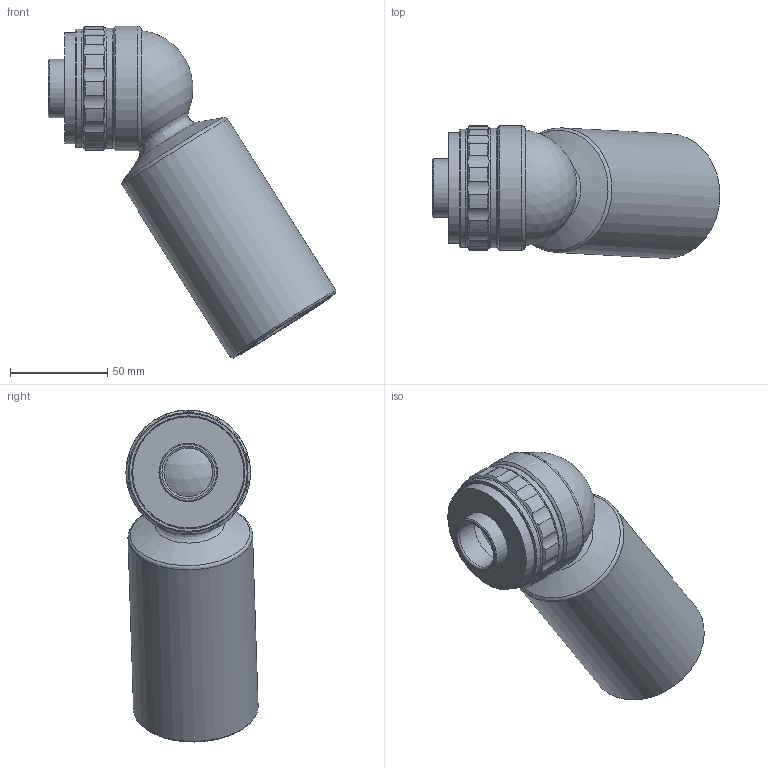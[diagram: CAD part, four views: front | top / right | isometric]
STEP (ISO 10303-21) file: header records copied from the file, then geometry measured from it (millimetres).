
FILE_DESCRIPTION(('FreeCAD Model'),'2;1');
FILE_NAME('Open CASCADE Shape Model','2022-09-26T10:52:44',(''),(''), 'Open CASCADE STEP processor 7.6','FreeCAD','Unknown');
FILE_SCHEMA(('AUTOMOTIVE_DESIGN { 1 0 10303 214 1 1 1 1 }'));
Length unit declared in the file: millimetre
Products named in the file (4): Typ150_U1; Flansch_001; Mu1_001; Compound
Assembly tree (3 placements, depth 2):
  Typ150_U1
    Flansch_001
    Mu1_001
    Compound
Bounding box: 147.71 x 67.88 x 170.33 mm (x, y, z)
Volume: 277251.8 mm3; surface area: 95119.6 mm2
Topology: 21 solids, 21 shells, 688 faces, 1900 edges, 1255 vertices
Faces by surface type: plane 402, cylinder 246, cone 29, revolution 9, torus 1, sphere 1
Full cylindrical faces by diameter (mm): 5 x2, 10.5 x1, 24 x1, 25 x1, 30 x1, 32 x1, 41 x1, 54 x1, 57 x1, 57.525 x1, 58 x1, 59 x1, 60.555 x1, 61.512 x1, 64 x2
Entity records: 49317 total; most frequent: CARTESIAN_POINT 10762, DIRECTION 7395, LINE 4558, VECTOR 4558, ORIENTED_EDGE 3776, PCURVE 3776, DEFINITIONAL_REPRESENTATION 3776, EDGE_CURVE 1888
